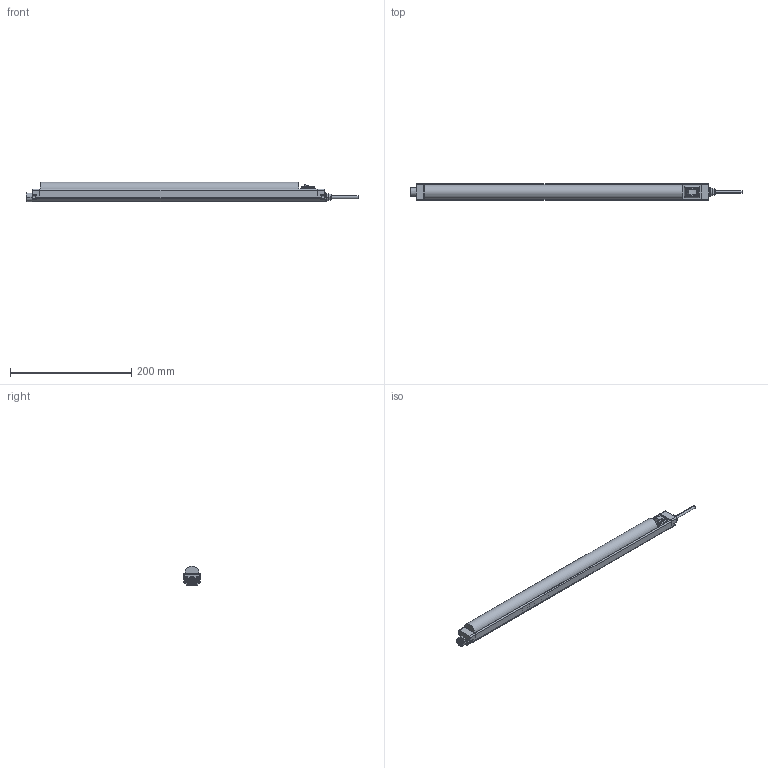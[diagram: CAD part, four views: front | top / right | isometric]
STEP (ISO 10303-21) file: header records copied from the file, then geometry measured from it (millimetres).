
FILE_DESCRIPTION((''),'2;1');
FILE_NAME('177625_ASM','2014-01-30T',('pdmadmin'),(''),'PRO/ENGINEER BY PARAMETRIC TECHNOLOGY CORPORATION, 2013230','PRO/ENGINEER BY PARAMETRIC TECHNOLOGY CORPORATION, 2013230','');
FILE_SCHEMA(('CONFIG_CONTROL_DESIGN'));
Length unit declared in the file: inch
Products named in the file (32): 156982_AF0; 157059_ASM; 139151_457MM; 174959; 166148; 153167; 153168; CABLE_190; 153169; 114466; 153080_AF0; 145997_HSG; 306-00249_AF0; 306-00249_AF1; 306-00249_AF2; 306-00249_AF3; 307-00176; 145997_AF0_ASM; 154144; 154145; 134569_AF0; 154111_ASM; R1966_TERM_S_0_50MM_THK_; MANIFOLD_SOLID_BREP_29213; R1966_HOUSING_SOLDER_UL94V0_LED_ASM; 3_TERM_BOARD; R1966_TERM_S; 1966_HSNG_BRD_2_TERM_ASM; ACUATOR_G; M300105_ASM; 157030_ASM; 177625_ASM
Assembly tree (35 placements, depth 6):
  177625_ASM
    157059_ASM
      156982_AF0
    139151_457MM  x2
    174959
    166148
    153167
    153168
    CABLE_190
    153169
    114466  x4
    154111_ASM
      153080_AF0
      145997_AF0_ASM
        145997_HSG
        306-00249_AF0
        306-00249_AF1
        306-00249_AF2
        306-00249_AF3
        307-00176
      154144
      154145
      134569_AF0
    157030_ASM
      M300105_ASM
        1966_HSNG_BRD_2_TERM_ASM
          R1966_TERM_S_0_50MM_THK_
          R1966_HOUSING_SOLDER_UL94V0_LED_ASM
            MANIFOLD_SOLID_BREP_29213
          3_TERM_BOARD
          R1966_TERM_S
        ACUATOR_G
Bounding box: 547.5 x 28 x 32.19 mm (x, y, z)
Volume: 205632.2 mm3; surface area: 143011.7 mm2
Topology: 28 solids, 32 shells, 2230 faces, 5968 edges, 3837 vertices
Faces by surface type: plane 1018, cylinder 692, bspline 181, cone 173, torus 116, extrusion 40, sphere 10
Entity records: 69857 total; most frequent: CARTESIAN_POINT 27217, ORIENTED_EDGE 9030, DIRECTION 8456, EDGE_CURVE 4523, AXIS2_PLACEMENT_3D 2934, VERTEX_POINT 2890, VECTOR 2588, LINE 2548
